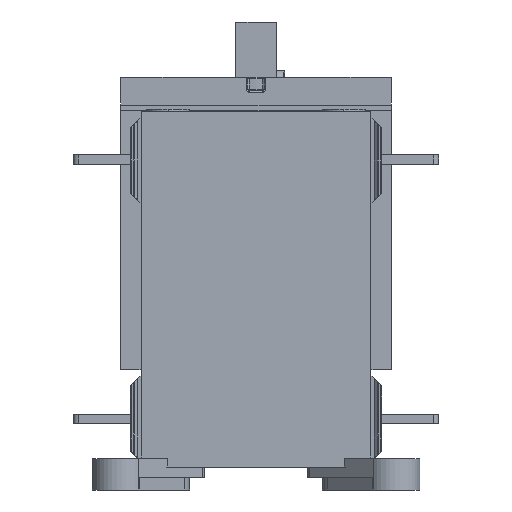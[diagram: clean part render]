
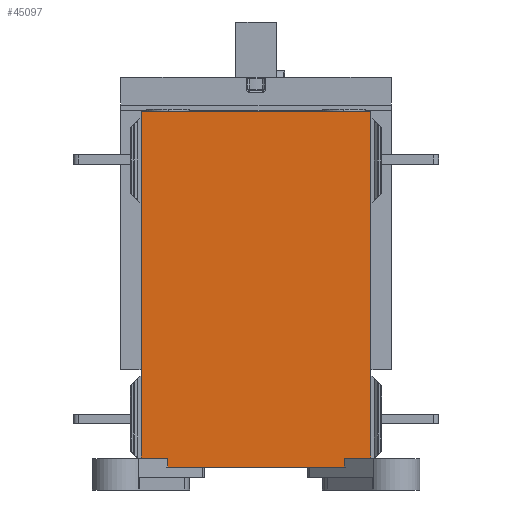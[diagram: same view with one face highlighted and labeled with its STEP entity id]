
A CAD part, left-side view. The second image highlights one B-rep face of the part: STEP entity #45097.
In plain terms, the highlighted planar face has unit normal (-1, 0, 0).
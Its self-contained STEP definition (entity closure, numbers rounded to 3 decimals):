
#36792=DIRECTION('',(0.,1.,0.));
#36793=VECTOR('',#36792,85.001);
#36794=CARTESIAN_POINT('',(76.003,37.515,270.675));
#36795=LINE('',#36794,#36793);
#36928=DIRECTION('',(0.,0.,1.));
#36929=VECTOR('',#36928,131.3);
#36930=CARTESIAN_POINT('',(76.003,37.515,139.375));
#36931=LINE('',#36930,#36929);
#37348=DIRECTION('',(0.,1.,0.));
#37349=VECTOR('',#37348,85.001);
#37350=CARTESIAN_POINT('',(76.003,37.515,139.375));
#37351=LINE('',#37350,#37349);
#37352=DIRECTION('',(0.,0.,1.));
#37353=VECTOR('',#37352,131.3);
#37354=CARTESIAN_POINT('',(76.003,122.515,139.375));
#37355=LINE('',#37354,#37353);
#43075=CARTESIAN_POINT('',(76.003,37.515,270.675));
#43077=VERTEX_POINT('',#43075);
#43078=CARTESIAN_POINT('',(76.003,122.515,270.675));
#43079=VERTEX_POINT('',#43078);
#43136=CARTESIAN_POINT('',(76.003,37.515,139.375));
#43137=VERTEX_POINT('',#43136);
#43276=CARTESIAN_POINT('',(76.003,122.515,139.375));
#43277=VERTEX_POINT('',#43276);
#45085=CARTESIAN_POINT('',(76.003,46.115,251.675));
#45086=DIRECTION('',(-1.,0.,0.));
#45087=DIRECTION('',(0.,0.,1.));
#45088=AXIS2_PLACEMENT_3D('',#45085,#45086,#45087);
#45089=PLANE('',#45088);
#45091=ORIENTED_EDGE('',*,*,#45090,.T.);
#45092=ORIENTED_EDGE('',*,*,#44906,.T.);
#45093=ORIENTED_EDGE('',*,*,#44597,.F.);
#45094=ORIENTED_EDGE('',*,*,#44699,.F.);
#45095=EDGE_LOOP('',(#45091,#45092,#45093,#45094));
#45096=FACE_OUTER_BOUND('',#45095,.F.);
#44597=EDGE_CURVE('',#43077,#43079,#36795,.T.);
#44699=EDGE_CURVE('',#43137,#43077,#36931,.T.);
#44906=EDGE_CURVE('',#43277,#43079,#37355,.T.);
#45090=EDGE_CURVE('',#43137,#43277,#37351,.T.);
#45097=ADVANCED_FACE('',(#45096),#45089,.T.);
